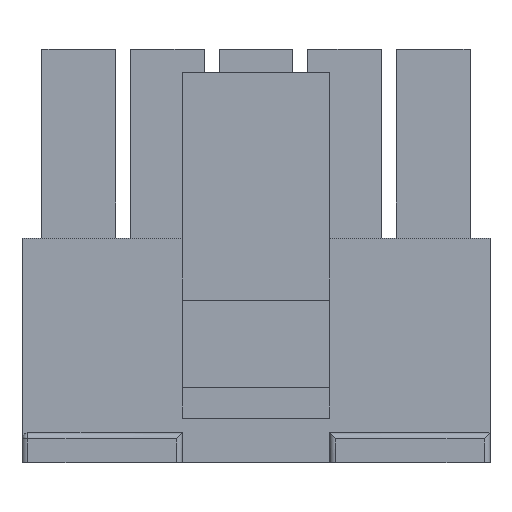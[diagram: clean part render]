
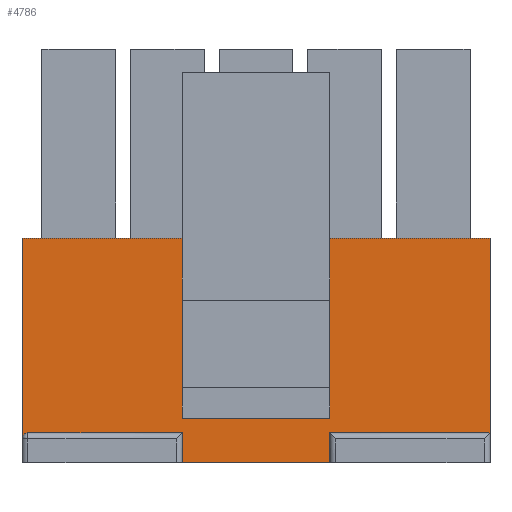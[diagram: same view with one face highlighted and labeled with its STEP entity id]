
A CAD part, top view. The second image highlights one B-rep face of the part: STEP entity #4786.
In plain terms, the highlighted planar face has unit normal (0, 0, 1).
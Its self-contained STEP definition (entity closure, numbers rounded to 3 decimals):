
#47=CIRCLE('',#5068,0.2);
#634=ORIENTED_EDGE('',*,*,#1429,.F.);
#635=ORIENTED_EDGE('',*,*,#1862,.T.);
#636=ORIENTED_EDGE('',*,*,#1435,.T.);
#637=ORIENTED_EDGE('',*,*,#1863,.T.);
#638=ORIENTED_EDGE('',*,*,#1864,.T.);
#639=ORIENTED_EDGE('',*,*,#1865,.F.);
#640=ORIENTED_EDGE('',*,*,#1866,.F.);
#641=ORIENTED_EDGE('',*,*,#1867,.F.);
#642=ORIENTED_EDGE('',*,*,#1868,.T.);
#643=ORIENTED_EDGE('',*,*,#1869,.F.);
#644=ORIENTED_EDGE('',*,*,#1870,.T.);
#645=ORIENTED_EDGE('',*,*,#1855,.F.);
#646=ORIENTED_EDGE('',*,*,#1871,.T.);
#647=ORIENTED_EDGE('',*,*,#1528,.F.);
#648=ORIENTED_EDGE('',*,*,#1872,.F.);
#649=ORIENTED_EDGE('',*,*,#1854,.F.);
#650=ORIENTED_EDGE('',*,*,#1873,.T.);
#1429=EDGE_CURVE('',#2115,#2116,#2553,.T.);
#1435=EDGE_CURVE('',#2121,#2122,#2559,.T.);
#1528=EDGE_CURVE('',#2195,#2196,#2651,.T.);
#1854=EDGE_CURVE('',#2447,#2444,#2972,.T.);
#1855=EDGE_CURVE('',#2448,#2449,#2973,.T.);
#1862=EDGE_CURVE('',#2115,#2121,#2980,.T.);
#1863=EDGE_CURVE('',#2122,#2116,#2981,.T.);
#1864=EDGE_CURVE('',#2454,#2455,#2982,.T.);
#1865=EDGE_CURVE('',#2456,#2455,#2983,.T.);
#1866=EDGE_CURVE('',#2457,#2456,#2984,.T.);
#1867=EDGE_CURVE('',#2454,#2457,#2985,.T.);
#1868=EDGE_CURVE('',#2458,#2459,#2986,.T.);
#1869=EDGE_CURVE('',#2460,#2459,#2987,.T.);
#1870=EDGE_CURVE('',#2460,#2449,#47,.F.);
#1871=EDGE_CURVE('',#2448,#2196,#2988,.T.);
#1872=EDGE_CURVE('',#2444,#2195,#2989,.T.);
#1873=EDGE_CURVE('',#2447,#2458,#2990,.T.);
#2115=VERTEX_POINT('',#6487);
#2116=VERTEX_POINT('',#6489);
#2121=VERTEX_POINT('',#6502);
#2122=VERTEX_POINT('',#6503);
#2195=VERTEX_POINT('',#6685);
#2196=VERTEX_POINT('',#6687);
#2444=VERTEX_POINT('',#7325);
#2447=VERTEX_POINT('',#7330);
#2448=VERTEX_POINT('',#7334);
#2449=VERTEX_POINT('',#7335);
#2454=VERTEX_POINT('',#7351);
#2455=VERTEX_POINT('',#7352);
#2456=VERTEX_POINT('',#7354);
#2457=VERTEX_POINT('',#7356);
#2458=VERTEX_POINT('',#7359);
#2459=VERTEX_POINT('',#7360);
#2460=VERTEX_POINT('',#7362);
#2553=LINE('',#6488,#3220);
#2559=LINE('',#6501,#3226);
#2651=LINE('',#6686,#3318);
#2972=LINE('',#7331,#3639);
#2973=LINE('',#7333,#3640);
#2980=LINE('',#7348,#3647);
#2981=LINE('',#7349,#3648);
#2982=LINE('',#7350,#3649);
#2983=LINE('',#7353,#3650);
#2984=LINE('',#7355,#3651);
#2985=LINE('',#7357,#3652);
#2986=LINE('',#7358,#3653);
#2987=LINE('',#7361,#3654);
#2988=LINE('',#7364,#3655);
#2989=LINE('',#7365,#3656);
#2990=LINE('',#7366,#3657);
#3220=VECTOR('',#5258,1000.);
#3226=VECTOR('',#5268,1000.);
#3318=VECTOR('',#5396,1000.);
#3639=VECTOR('',#5861,1000.);
#3640=VECTOR('',#5864,1000.);
#3647=VECTOR('',#5875,1000.);
#3648=VECTOR('',#5876,1000.);
#3649=VECTOR('',#5877,1000.);
#3650=VECTOR('',#5878,1000.);
#3651=VECTOR('',#5879,1000.);
#3652=VECTOR('',#5880,1000.);
#3653=VECTOR('',#5881,1000.);
#3654=VECTOR('',#5882,1000.);
#3655=VECTOR('',#5885,1000.);
#3656=VECTOR('',#5886,1000.);
#3657=VECTOR('',#5887,1000.);
#3989=EDGE_LOOP('',(#634,#635,#636,#637));
#3990=EDGE_LOOP('',(#638,#639,#640,#641));
#3991=EDGE_LOOP('',(#642,#643,#644,#645,#646,#647,#648,#649,#650));
#4271=FACE_BOUND('',#3989,.T.);
#4272=FACE_BOUND('',#3990,.T.);
#4273=FACE_BOUND('',#3991,.T.);
#4538=PLANE('',#5067);
#4786=ADVANCED_FACE('',(#4271,#4272,#4273),#4538,.T.);
#5067=AXIS2_PLACEMENT_3D('',#7347,#5873,#5874);
#5068=AXIS2_PLACEMENT_3D('',#7363,#5883,#5884);
#5258=DIRECTION('',(-1.,0.,0.));
#5268=DIRECTION('',(-1.,0.,0.));
#5396=DIRECTION('',(-1.,0.,0.));
#5861=DIRECTION('',(-1.,0.,0.));
#5864=DIRECTION('',(-1.,0.,0.));
#5873=DIRECTION('',(0.,0.,1.));
#5874=DIRECTION('',(1.,0.,0.));
#5875=DIRECTION('',(0.,-1.,0.));
#5876=DIRECTION('',(0.,1.,0.));
#5877=DIRECTION('',(-1.,0.,0.));
#5878=DIRECTION('',(0.,-1.,0.));
#5879=DIRECTION('',(-1.,0.,0.));
#5880=DIRECTION('',(0.,1.,0.));
#5881=DIRECTION('',(-1.,0.,0.));
#5882=DIRECTION('',(0.,1.,0.));
#5883=DIRECTION('',(0.,0.,1.));
#5884=DIRECTION('',(1.,0.,0.));
#5885=DIRECTION('',(0.,-1.,0.));
#5886=DIRECTION('',(0.,-1.,0.));
#5887=DIRECTION('',(0.,1.,0.));
#6487=CARTESIAN_POINT('',(-1.625,2.419,1.93));
#6488=CARTESIAN_POINT('',(2.5,2.419,1.93));
#6489=CARTESIAN_POINT('',(-2.5,2.419,1.93));
#6501=CARTESIAN_POINT('',(2.5,1.619,1.93));
#6502=CARTESIAN_POINT('',(-1.625,1.619,1.93));
#6503=CARTESIAN_POINT('',(-2.5,1.619,1.93));
#6685=CARTESIAN_POINT('',(2.5,-4.3,1.93));
#6686=CARTESIAN_POINT('',(2.5,-4.3,1.93));
#6687=CARTESIAN_POINT('',(-2.5,-4.3,1.93));
#7325=CARTESIAN_POINT('',(2.5,-3.3,1.93));
#7330=CARTESIAN_POINT('',(7.925,-3.3,1.93));
#7331=CARTESIAN_POINT('',(7.925,-3.3,1.93));
#7333=CARTESIAN_POINT('',(7.925,-3.3,1.93));
#7334=CARTESIAN_POINT('',(-2.5,-3.3,1.93));
#7335=CARTESIAN_POINT('',(-7.725,-3.3,1.93));
#7347=CARTESIAN_POINT('',(7.925,-3.3,1.93));
#7348=CARTESIAN_POINT('',(-1.625,6.65,1.93));
#7349=CARTESIAN_POINT('',(-2.5,1.619,1.93));
#7350=CARTESIAN_POINT('',(2.5,1.619,1.93));
#7351=CARTESIAN_POINT('',(2.5,1.619,1.93));
#7352=CARTESIAN_POINT('',(1.625,1.619,1.93));
#7353=CARTESIAN_POINT('',(1.625,6.65,1.93));
#7354=CARTESIAN_POINT('',(1.625,2.419,1.93));
#7355=CARTESIAN_POINT('',(2.5,2.419,1.93));
#7356=CARTESIAN_POINT('',(2.5,2.419,1.93));
#7357=CARTESIAN_POINT('',(2.5,1.619,1.93));
#7358=CARTESIAN_POINT('',(7.925,3.3,1.93));
#7359=CARTESIAN_POINT('',(7.925,3.3,1.93));
#7360=CARTESIAN_POINT('',(-7.925,3.3,1.93));
#7361=CARTESIAN_POINT('',(-7.925,-3.3,1.93));
#7362=CARTESIAN_POINT('',(-7.925,-3.5,1.93));
#7363=CARTESIAN_POINT('',(-7.725,-3.5,1.93));
#7364=CARTESIAN_POINT('',(-2.5,18.339,1.93));
#7365=CARTESIAN_POINT('',(2.5,18.339,1.93));
#7366=CARTESIAN_POINT('',(7.925,-3.3,1.93));
